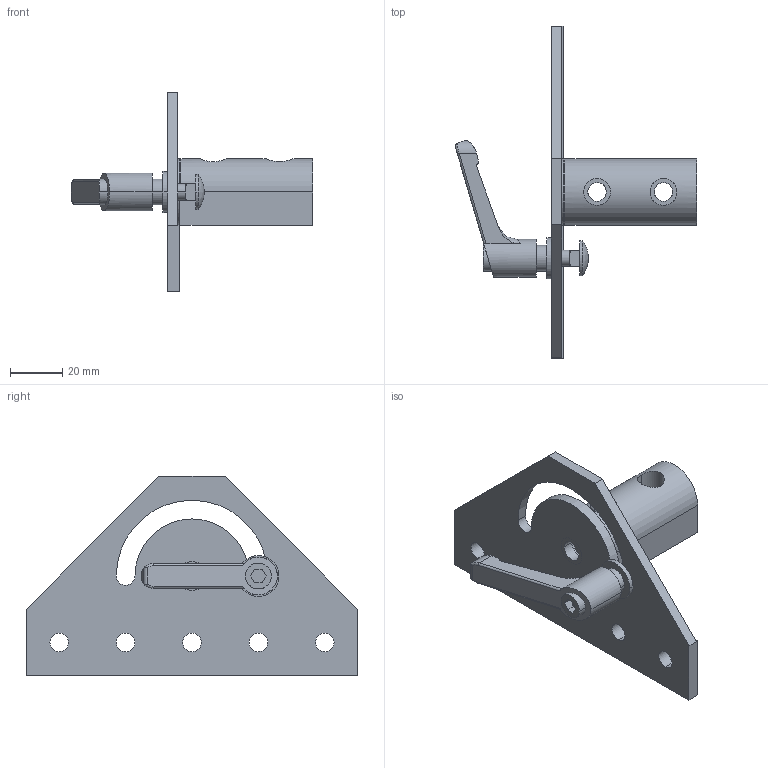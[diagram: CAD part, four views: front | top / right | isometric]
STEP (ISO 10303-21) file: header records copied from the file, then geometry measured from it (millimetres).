
FILE_DESCRIPTION((''),'2;1');
FILE_NAME('10HI8367.stp','2015-07-14T08:19:49',(''),(''),'Mechanical Desktop 2011','Mechanical Desktop 2011',', , ');
FILE_SCHEMA(('AUTOMOTIVE_DESIGN { 1 2 10303 214 1 1 1 1 }'));
Length unit declared in the file: inch
Products named in the file (1): Product
Bounding box: 92.37 x 127 x 76.2 mm (x, y, z)
Volume: 60213 mm3; surface area: 28363.6 mm2
Topology: 7 solids, 7 shells, 122 faces, 298 edges, 196 vertices
Faces by surface type: cylinder 62, plane 40, bspline 17, cone 2, sphere 1
Entity records: 4423 total; most frequent: CARTESIAN_POINT 1436, DIRECTION 594, ORIENTED_EDGE 592, EDGE_CURVE 296, AXIS2_PLACEMENT_3D 228, VERTEX_POINT 196, EDGE_LOOP 160, VECTOR 138
